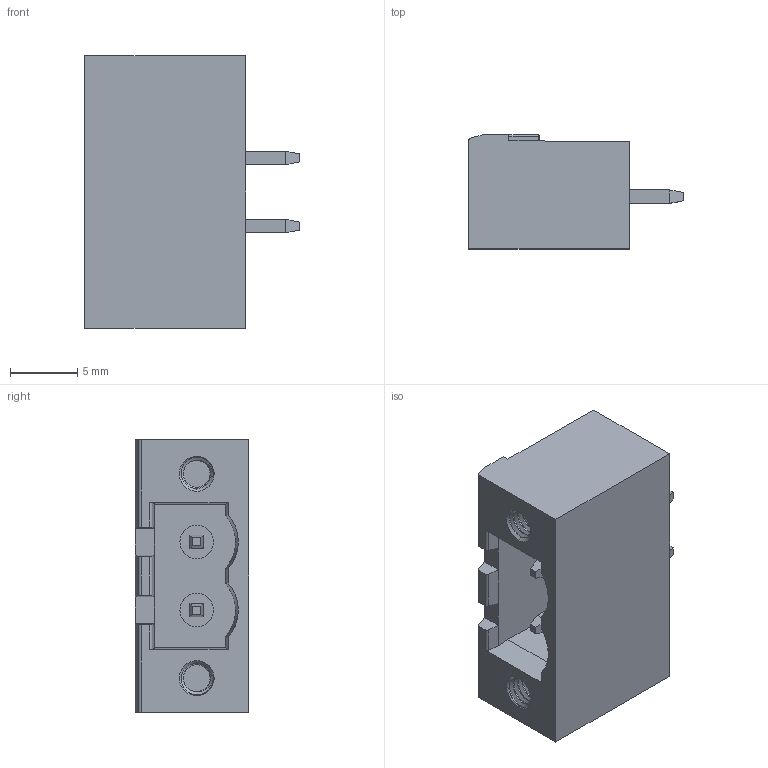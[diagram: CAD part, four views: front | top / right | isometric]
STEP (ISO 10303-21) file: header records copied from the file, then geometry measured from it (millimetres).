
FILE_DESCRIPTION (( 'STEP AP214' ), '1' );
FILE_NAME ('CUI_DEVICES_TBP01R2W-508-02BE.step', '2019-10-22T02:26:57', ( '' ), ( '' ), 'SwSTEP 2.0', 'SolidWorks 2019', '' );
FILE_SCHEMA (( 'AUTOMOTIVE_DESIGN' ));
Length unit declared in the file: millimetre
Products named in the file (1): CUI_DEVICES_TBP01R2W-508-02BE
Bounding box: 16 x 8.5 x 20.32 mm (x, y, z)
Volume: 1442.9 mm3; surface area: 1503.8 mm2
Topology: 1 solids, 1 shells, 209 faces, 561 edges, 358 vertices
Faces by surface type: cylinder 112, plane 81, cone 8, bspline 8
Entity records: 11319 total; most frequent: CARTESIAN_POINT 5027, ORIENTED_EDGE 1114, DIRECTION 793, EDGE_CURVE 557, VERTEX_POINT 358, VECTOR 297, LINE 297, AXIS2_PLACEMENT_3D 248
